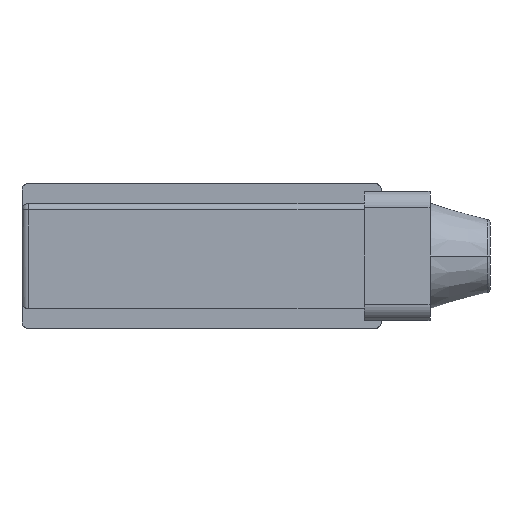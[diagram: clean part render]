
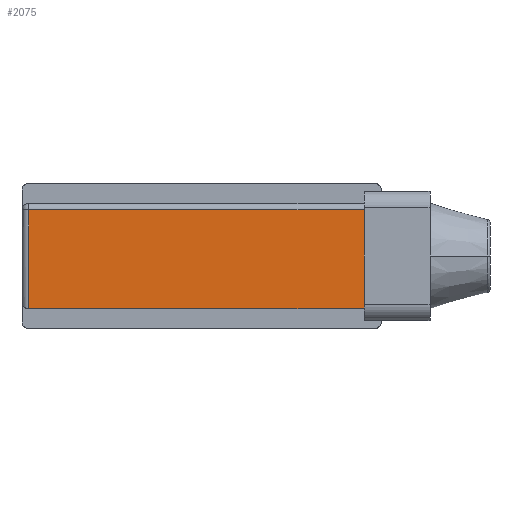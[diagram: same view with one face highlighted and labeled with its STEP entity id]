
A CAD part, front view. The second image highlights one B-rep face of the part: STEP entity #2075.
In plain terms, the highlighted planar face has unit normal (0, -1, 0).
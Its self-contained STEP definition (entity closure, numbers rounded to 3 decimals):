
#290=DIRECTION('',(-1.,0.,0.));
#291=VECTOR('',#290,50.9);
#292=CARTESIAN_POINT('',(24.7,-18.3,7.));
#293=LINE('',#292,#291);
#294=DIRECTION('',(0.,0.,1.));
#295=VECTOR('',#294,15.);
#296=CARTESIAN_POINT('',(24.7,-18.3,-8.));
#297=LINE('',#296,#295);
#298=DIRECTION('',(1.,0.,0.));
#299=VECTOR('',#298,50.9);
#300=CARTESIAN_POINT('',(-26.2,-18.3,-8.));
#301=LINE('',#300,#299);
#302=DIRECTION('',(0.,0.,-1.));
#303=VECTOR('',#302,15.);
#304=CARTESIAN_POINT('',(-26.2,-18.3,7.));
#305=LINE('',#304,#303);
#1468=CARTESIAN_POINT('',(-26.2,-18.3,-8.));
#1470=VERTEX_POINT('',#1468);
#1473=CARTESIAN_POINT('',(-26.2,-18.3,7.));
#1474=VERTEX_POINT('',#1473);
#1481=CARTESIAN_POINT('',(24.7,-18.3,7.));
#1482=VERTEX_POINT('',#1481);
#1485=CARTESIAN_POINT('',(24.7,-18.3,-8.));
#1486=VERTEX_POINT('',#1485);
#2063=CARTESIAN_POINT('',(-27.2,-18.3,-11.));
#2064=DIRECTION('',(0.,-1.,0.));
#2065=DIRECTION('',(1.,0.,0.));
#2066=AXIS2_PLACEMENT_3D('',#2063,#2064,#2065);
#2067=PLANE('',#2066);
#2068=ORIENTED_EDGE('',*,*,#2054,.F.);
#2069=ORIENTED_EDGE('',*,*,#1808,.F.);
#2070=ORIENTED_EDGE('',*,*,#1913,.F.);
#2072=ORIENTED_EDGE('',*,*,#2071,.F.);
#2073=EDGE_LOOP('',(#2068,#2069,#2070,#2072));
#2074=FACE_OUTER_BOUND('',#2073,.F.);
#1808=EDGE_CURVE('',#1486,#1482,#297,.T.);
#1913=EDGE_CURVE('',#1470,#1486,#301,.T.);
#2054=EDGE_CURVE('',#1482,#1474,#293,.T.);
#2071=EDGE_CURVE('',#1474,#1470,#305,.T.);
#2075=ADVANCED_FACE('',(#2074),#2067,.T.);
